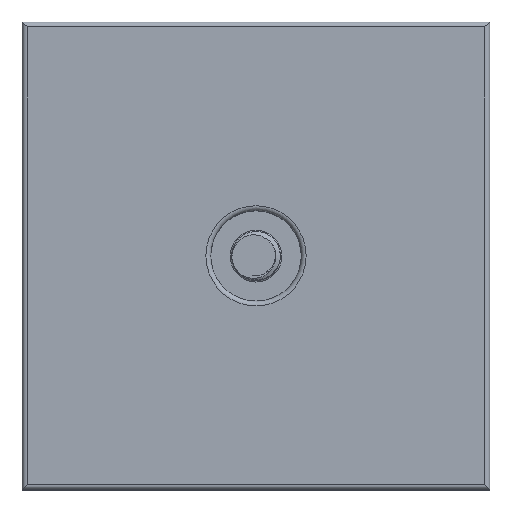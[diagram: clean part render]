
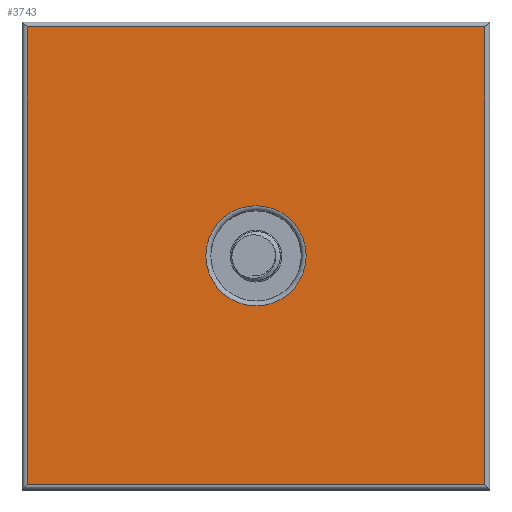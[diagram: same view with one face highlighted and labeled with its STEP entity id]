
A CAD part, top view. The second image highlights one B-rep face of the part: STEP entity #3743.
In plain terms, the highlighted planar face has unit normal (0, 0, 1).
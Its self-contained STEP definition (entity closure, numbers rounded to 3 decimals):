
#3648 = VERTEX_POINT('',#3649);
#3649 = CARTESIAN_POINT('',(-21.695,5.195,16.));
#3656 = EDGE_CURVE('',#3648,#3657,#3659,.T.);
#3657 = VERTEX_POINT('',#3658);
#3658 = CARTESIAN_POINT('',(-21.695,-23.095,16.));
#3659 = LINE('',#3660,#3661);
#3660 = CARTESIAN_POINT('',(-21.695,5.495,16.));
#3661 = VECTOR('',#3662,1.);
#3662 = DIRECTION('',(0.,-1.,0.));
#3681 = VERTEX_POINT('',#3682);
#3682 = CARTESIAN_POINT('',(6.595,5.195,16.));
#3689 = EDGE_CURVE('',#3681,#3648,#3690,.T.);
#3690 = LINE('',#3691,#3692);
#3691 = CARTESIAN_POINT('',(6.895,5.195,16.));
#3692 = VECTOR('',#3693,1.);
#3693 = DIRECTION('',(-1.,0.,0.));
#3706 = EDGE_CURVE('',#3657,#3707,#3709,.T.);
#3707 = VERTEX_POINT('',#3708);
#3708 = CARTESIAN_POINT('',(6.595,-23.095,16.));
#3709 = LINE('',#3710,#3711);
#3710 = CARTESIAN_POINT('',(-21.995,-23.095,16.));
#3711 = VECTOR('',#3712,1.);
#3712 = DIRECTION('',(1.,0.,0.));
#3733 = EDGE_CURVE('',#3707,#3681,#3734,.T.);
#3734 = LINE('',#3735,#3736);
#3735 = CARTESIAN_POINT('',(6.595,-23.395,16.));
#3736 = VECTOR('',#3737,1.);
#3737 = DIRECTION('',(0.,1.,0.));
#3743 = ADVANCED_FACE('',(#3744,#3750),#3761,.T.);
#3744 = FACE_BOUND('',#3745,.T.);
#3745 = EDGE_LOOP('',(#3746,#3747,#3748,#3749));
#3746 = ORIENTED_EDGE('',*,*,#3656,.T.);
#3747 = ORIENTED_EDGE('',*,*,#3706,.T.);
#3748 = ORIENTED_EDGE('',*,*,#3733,.T.);
#3749 = ORIENTED_EDGE('',*,*,#3689,.T.);
#3750 = FACE_BOUND('',#3751,.T.);
#3751 = EDGE_LOOP('',(#3752));
#3752 = ORIENTED_EDGE('',*,*,#3753,.F.);
#3753 = EDGE_CURVE('',#3754,#3754,#3756,.T.);
#3754 = VERTEX_POINT('',#3755);
#3755 = CARTESIAN_POINT('',(-4.455,-8.95,16.));
#3756 = CIRCLE('',#3757,3.095);
#3757 = AXIS2_PLACEMENT_3D('',#3758,#3759,#3760);
#3758 = CARTESIAN_POINT('',(-7.55,-8.95,16.));
#3759 = DIRECTION('',(0.,0.,1.));
#3760 = DIRECTION('',(1.,0.,0.));
#3761 = PLANE('',#3762);
#3762 = AXIS2_PLACEMENT_3D('',#3763,#3764,#3765);
#3763 = CARTESIAN_POINT('',(-7.55,-8.95,16.));
#3764 = DIRECTION('',(0.,0.,1.));
#3765 = DIRECTION('',(1.,0.,0.));
